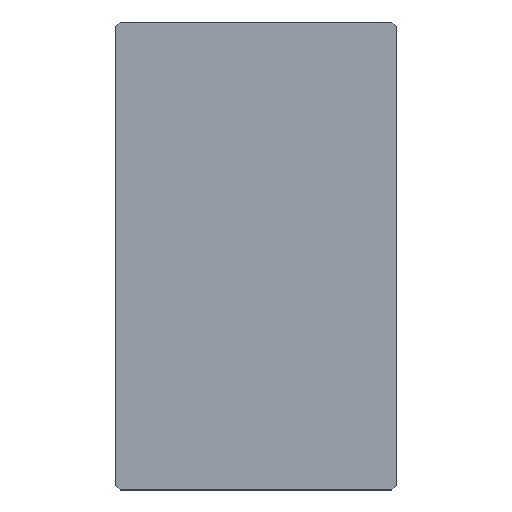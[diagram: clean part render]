
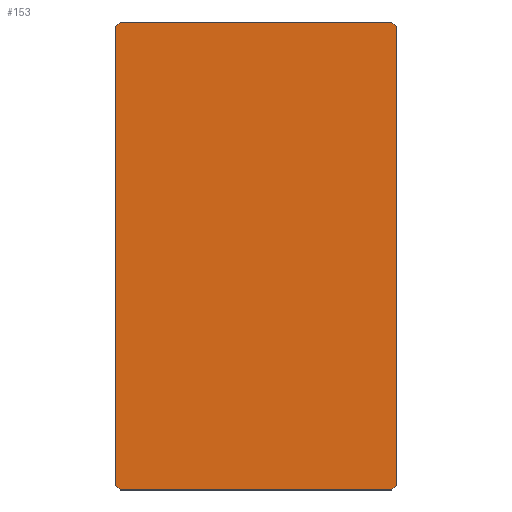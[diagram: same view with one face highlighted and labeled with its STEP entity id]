
A CAD part, top view. The second image highlights one B-rep face of the part: STEP entity #153.
In plain terms, the highlighted planar face has unit normal (0, 0, 1).
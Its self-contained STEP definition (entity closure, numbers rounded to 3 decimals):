
#153=ADVANCED_FACE('',(#212),#211,.F.);
#211=PLANE('',#414);
#212=FACE_OUTER_BOUND('',#415,.T.);
#411=CARTESIAN_POINT('',(0.36,-0.6,0.22));
#412=DIRECTION('',(0.,0.,-1.));
#413=DIRECTION('',(-1.,0.,0.));
#414=AXIS2_PLACEMENT_3D('',#411,#412,#413);
#415=EDGE_LOOP('',(#521,#522,#523,#524,#525,#526,#527,#528));
#521=ORIENTED_EDGE('',*,*,#604,.F.);
#522=ORIENTED_EDGE('',*,*,#620,.T.);
#523=ORIENTED_EDGE('',*,*,#621,.F.);
#524=ORIENTED_EDGE('',*,*,#622,.T.);
#525=ORIENTED_EDGE('',*,*,#610,.F.);
#526=ORIENTED_EDGE('',*,*,#623,.F.);
#527=ORIENTED_EDGE('',*,*,#618,.F.);
#528=ORIENTED_EDGE('',*,*,#624,.F.);
#604=EDGE_CURVE('',#659,#667,#668,.T.);
#610=EDGE_CURVE('',#702,#687,#709,.T.);
#618=EDGE_CURVE('',#755,#762,#763,.T.);
#620=EDGE_CURVE('',#659,#775,#776,.T.);
#621=EDGE_CURVE('',#782,#775,#783,.T.);
#622=EDGE_CURVE('',#782,#687,#789,.T.);
#623=EDGE_CURVE('',#762,#702,#795,.T.);
#624=EDGE_CURVE('',#667,#755,#801,.T.);
#659=VERTEX_POINT('',#1030);
#667=VERTEX_POINT('',#1035);
#668=LINE('',#1036,#1037);
#687=VERTEX_POINT('',#1046);
#702=VERTEX_POINT('',#1055);
#709=LINE('',#1059,#1060);
#755=VERTEX_POINT('',#1084);
#762=VERTEX_POINT('',#1088);
#763=LINE('',#1089,#1090);
#775=VERTEX_POINT('',#1095);
#776=LINE('',#1096,#1097);
#782=VERTEX_POINT('',#1099);
#783=LINE('',#1100,#1101);
#789=LINE('',#1103,#1104);
#795=LINE('',#1106,#1107);
#801=LINE('',#1109,#1110);
#1030=CARTESIAN_POINT('',(-0.3,-0.49,0.22));
#1035=CARTESIAN_POINT('',(-0.3,0.49,0.22));
#1036=CARTESIAN_POINT('',(-0.3,-0.49,0.22));
#1037=VECTOR('',#1038,0.98);
#1038=DIRECTION('',(0.,1.,0.));
#1046=CARTESIAN_POINT('',(0.3,-0.49,0.22));
#1055=CARTESIAN_POINT('',(0.3,0.49,0.22));
#1059=CARTESIAN_POINT('',(0.3,0.49,0.22));
#1060=VECTOR('',#1061,0.98);
#1061=DIRECTION('',(0.,-1.,0.));
#1084=CARTESIAN_POINT('',(-0.29,0.5,0.22));
#1088=CARTESIAN_POINT('',(0.29,0.5,0.22));
#1089=CARTESIAN_POINT('',(-0.29,0.5,0.22));
#1090=VECTOR('',#1091,0.58);
#1091=DIRECTION('',(1.,0.,0.));
#1095=CARTESIAN_POINT('',(-0.29,-0.5,0.22));
#1096=CARTESIAN_POINT('',(-0.3,-0.49,0.22));
#1097=VECTOR('',#1098,0.014);
#1098=DIRECTION('',(0.707,-0.707,0.));
#1099=CARTESIAN_POINT('',(0.29,-0.5,0.22));
#1100=CARTESIAN_POINT('',(0.29,-0.5,0.22));
#1101=VECTOR('',#1102,0.58);
#1102=DIRECTION('',(-1.,0.,0.));
#1103=CARTESIAN_POINT('',(0.29,-0.5,0.22));
#1104=VECTOR('',#1105,0.014);
#1105=DIRECTION('',(0.707,0.707,0.));
#1106=CARTESIAN_POINT('',(0.29,0.5,0.22));
#1107=VECTOR('',#1108,0.014);
#1108=DIRECTION('',(0.707,-0.707,0.));
#1109=CARTESIAN_POINT('',(-0.3,0.49,0.22));
#1110=VECTOR('',#1111,0.014);
#1111=DIRECTION('',(0.707,0.707,0.));
